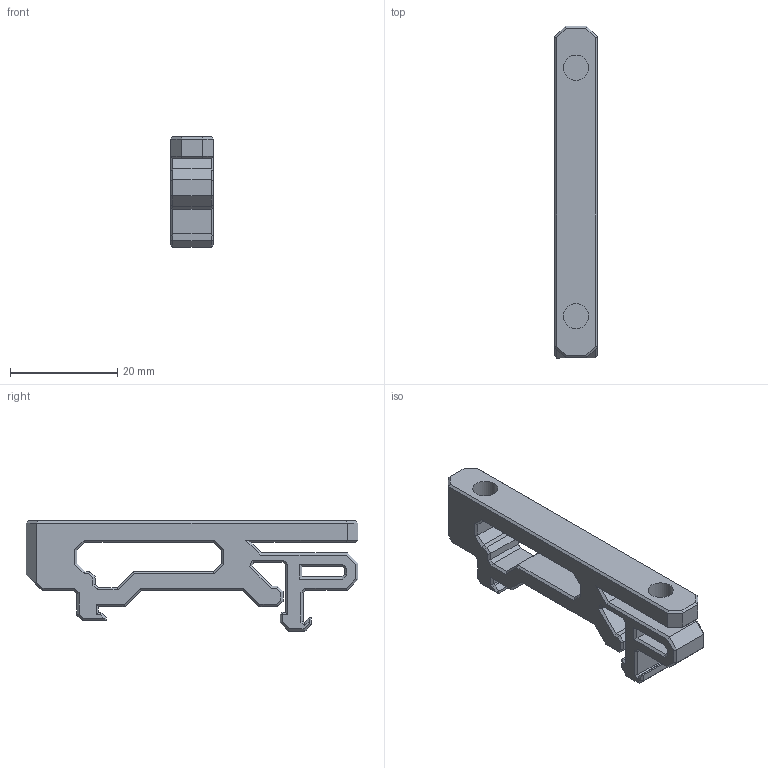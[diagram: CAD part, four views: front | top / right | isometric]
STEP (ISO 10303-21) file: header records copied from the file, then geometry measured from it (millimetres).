
FILE_DESCRIPTION(/* description */ (''),/* implementation_level */ '2;1');
FILE_NAME(/* name */ 'MW_UHP-350.step',/* time_stamp */ '2023-03-02T21:18:38-08:00',/* author */ (''),/* organization */ (''),/* preprocessor_version */ 'ST-DEVELOPER v19.2',/* originating_system */ 'Autodesk Translation Framework v11.17.0.187',/* authorisation */ '');
FILE_SCHEMA (('AUTOMOTIVE_DESIGN { 1 0 10303 214 3 1 1 }'));
Length unit declared in the file: millimetre
Products named in the file (2): UHP-350; Component3
Assembly tree (1 placements, depth 2):
  UHP-350
    Component3
Bounding box: 8 x 62 x 20.6 mm (x, y, z)
Volume: 4948.8 mm3; surface area: 3812.4 mm2
Topology: 1 solids, 1 shells, 327 faces, 823 edges, 504 vertices
Faces by surface type: plane 244, bspline 81, cylinder 2
Full cylindrical faces by diameter (mm): 4.7 x2
Entity records: 10291 total; most frequent: CARTESIAN_POINT 3034, ORIENTED_EDGE 1646, DIRECTION 1163, EDGE_CURVE 823, LINE 657, VECTOR 657, VERTEX_POINT 504, EDGE_LOOP 339
